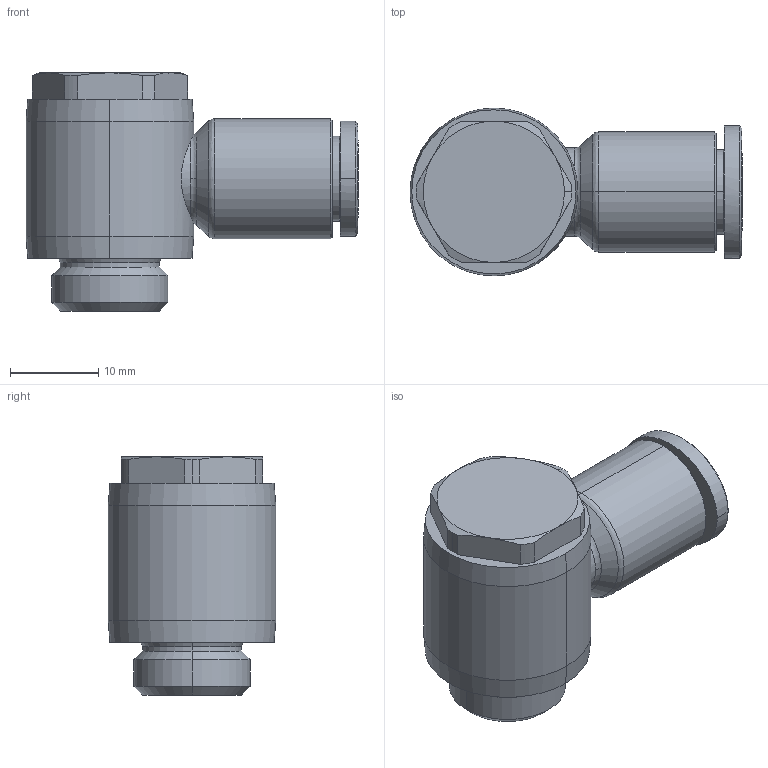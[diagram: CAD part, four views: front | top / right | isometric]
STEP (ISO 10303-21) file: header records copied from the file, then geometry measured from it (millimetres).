
FILE_DESCRIPTION (( 'STEP AP214' ), '1' );
FILE_NAME ('PH08-G02.stp', '2015-08-26T08:31:34', ( '' ), ( '' ), 'SwSTEP 2.0', 'SolidWorks 2015', '' );
FILE_SCHEMA (( 'AUTOMOTIVE_DESIGN' ));
Length unit declared in the file: millimetre
Products named in the file (2): ｦ+ﾃｦ1; PH08-G02
Assembly tree (1 placements, depth 2):
  PH08-G02
    ｦ+ﾃｦ1
Bounding box: 37.6 x 19 x 27 mm (x, y, z)
Volume: 6843 mm3; surface area: 5703.8 mm2
Topology: 1 solids, 1 shells, 453 faces, 1249 edges, 821 vertices
Faces by surface type: plane 349, cylinder 35, cone 35, bspline 32, torus 2
Entity records: 15917 total; most frequent: CARTESIAN_POINT 3830, ORIENTED_EDGE 2494, DIRECTION 2123, EDGE_CURVE 1247, LINE 1041, VECTOR 1041, VERTEX_POINT 821, AXIS2_PLACEMENT_3D 541
